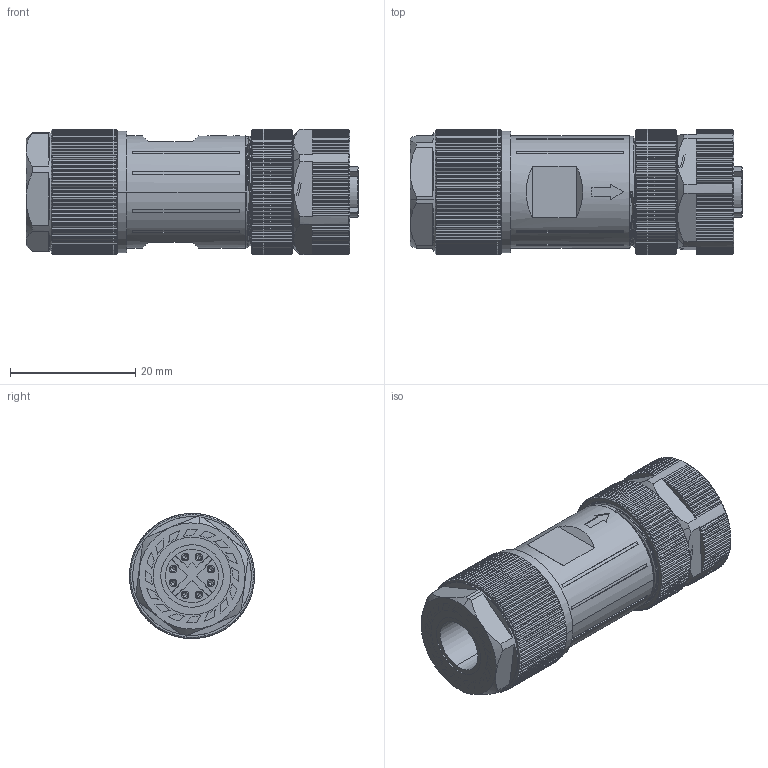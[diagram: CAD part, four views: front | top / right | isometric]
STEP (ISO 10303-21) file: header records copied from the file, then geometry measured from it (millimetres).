
FILE_DESCRIPTION (( 'STEP AP203' ), '1' );
FILE_NAME ('55-00191revA.STEP', '2023-06-19T19:22:53', ( '' ), ( '' ), 'SwSTEP 2.0', 'SolidWorks 2021', '' );
FILE_SCHEMA (( 'CONFIG_CONTROL_DESIGN' ));
Length unit declared in the file: millimetre
Products named in the file (16): 55-00191-11___; 55-00191-07___; 55-00191-13___; 55-00191-03___; 55-00191-04___; 55-00191-06___; 55-00191-05___; 55-00191-01___; 55-00191-02___; 55-00191-10___; 55-00191-14___; 55-00191revA; 55-00191-12___; 55-00191-09___; 55-00191-15___; 55-00191-08___
Assembly tree (23 placements, depth 2):
  55-00191revA
    55-00191-01___
    55-00191-02___
    55-00191-03___
    55-00191-04___
    55-00191-05___
    55-00191-06___  x2
    55-00191-07___
    55-00191-08___
    55-00191-09___
    55-00191-10___
    55-00191-11___
    55-00191-12___
    55-00191-13___
    55-00191-14___  x8
    55-00191-15___
Bounding box: 53.1 x 20 x 20 mm (x, y, z)
Volume: 10023 mm3; surface area: 17687 mm2
Topology: 23 solids, 23 shells, 2500 faces, 6213 edges, 3782 vertices
Faces by surface type: plane 1045, cylinder 695, cone 615, bspline 118, torus 27
Entity records: 79020 total; most frequent: CARTESIAN_POINT 25146, ORIENTED_EDGE 11338, DIRECTION 10380, EDGE_CURVE 5669, AXIS2_PLACEMENT_3D 4104, VERTEX_POINT 3456, EDGE_LOOP 2385, FACE_OUTER_BOUND 2279
